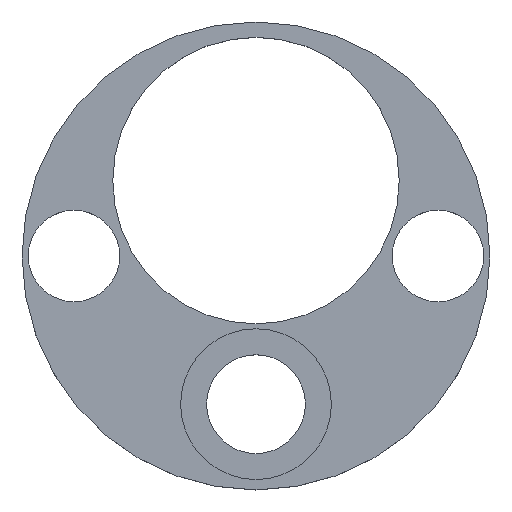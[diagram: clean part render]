
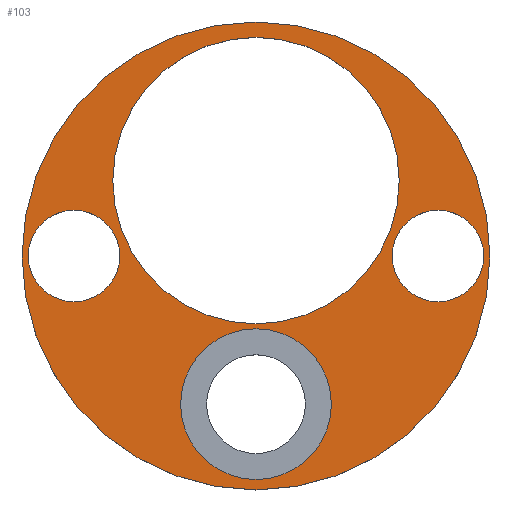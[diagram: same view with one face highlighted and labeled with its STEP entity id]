
A CAD part, top view. The second image highlights one B-rep face of the part: STEP entity #103.
In plain terms, the highlighted planar face has unit normal (0, 0, 1).
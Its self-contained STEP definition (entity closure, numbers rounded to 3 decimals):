
#24 = VERTEX_POINT('',#25);
#25 = CARTESIAN_POINT('',(90.,0.,15.));
#31 = EDGE_CURVE('',#24,#24,#32,.T.);
#32 = CIRCLE('',#33,90.);
#33 = AXIS2_PLACEMENT_3D('',#34,#35,#36);
#34 = CARTESIAN_POINT('',(0.,0.,15.));
#35 = DIRECTION('',(0.,0.,1.));
#36 = DIRECTION('',(1.,0.,0.));
#103 = ADVANCED_FACE('',(#104,#107,#118,#129,#140),#151,.T.);
#104 = FACE_BOUND('',#105,.T.);
#105 = EDGE_LOOP('',(#106));
#106 = ORIENTED_EDGE('',*,*,#31,.T.);
#107 = FACE_BOUND('',#108,.T.);
#108 = EDGE_LOOP('',(#109));
#109 = ORIENTED_EDGE('',*,*,#110,.T.);
#110 = EDGE_CURVE('',#111,#111,#113,.T.);
#111 = VERTEX_POINT('',#112);
#112 = CARTESIAN_POINT('',(29.,-57.,15.));
#113 = CIRCLE('',#114,29.);
#114 = AXIS2_PLACEMENT_3D('',#115,#116,#117);
#115 = CARTESIAN_POINT('',(0.,-57.,15.));
#116 = DIRECTION('',(0.,0.,-1.));
#117 = DIRECTION('',(1.,0.,0.));
#118 = FACE_BOUND('',#119,.T.);
#119 = EDGE_LOOP('',(#120));
#120 = ORIENTED_EDGE('',*,*,#121,.T.);
#121 = EDGE_CURVE('',#122,#122,#124,.T.);
#122 = VERTEX_POINT('',#123);
#123 = CARTESIAN_POINT('',(-52.4,0.,15.));
#124 = CIRCLE('',#125,17.6);
#125 = AXIS2_PLACEMENT_3D('',#126,#127,#128);
#126 = CARTESIAN_POINT('',(-70.,0.,15.));
#127 = DIRECTION('',(0.,0.,-1.));
#128 = DIRECTION('',(1.,0.,0.));
#129 = FACE_BOUND('',#130,.T.);
#130 = EDGE_LOOP('',(#131));
#131 = ORIENTED_EDGE('',*,*,#132,.T.);
#132 = EDGE_CURVE('',#133,#133,#135,.T.);
#133 = VERTEX_POINT('',#134);
#134 = CARTESIAN_POINT('',(55.1,29.,15.));
#135 = CIRCLE('',#136,55.1);
#136 = AXIS2_PLACEMENT_3D('',#137,#138,#139);
#137 = CARTESIAN_POINT('',(0.,29.,15.));
#138 = DIRECTION('',(0.,0.,-1.));
#139 = DIRECTION('',(1.,0.,0.));
#140 = FACE_BOUND('',#141,.T.);
#141 = EDGE_LOOP('',(#142));
#142 = ORIENTED_EDGE('',*,*,#143,.T.);
#143 = EDGE_CURVE('',#144,#144,#146,.T.);
#144 = VERTEX_POINT('',#145);
#145 = CARTESIAN_POINT('',(87.6,0.,15.));
#146 = CIRCLE('',#147,17.6);
#147 = AXIS2_PLACEMENT_3D('',#148,#149,#150);
#148 = CARTESIAN_POINT('',(70.,0.,15.));
#149 = DIRECTION('',(0.,0.,-1.));
#150 = DIRECTION('',(1.,0.,0.));
#151 = PLANE('',#152);
#152 = AXIS2_PLACEMENT_3D('',#153,#154,#155);
#153 = CARTESIAN_POINT('',(0.,0.,15.));
#154 = DIRECTION('',(0.,0.,1.));
#155 = DIRECTION('',(1.,0.,0.));
